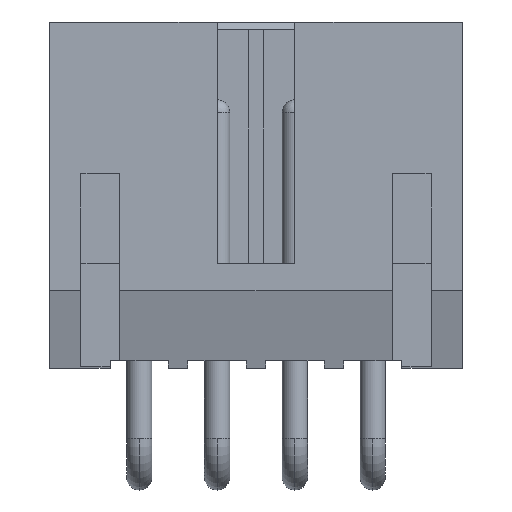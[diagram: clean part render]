
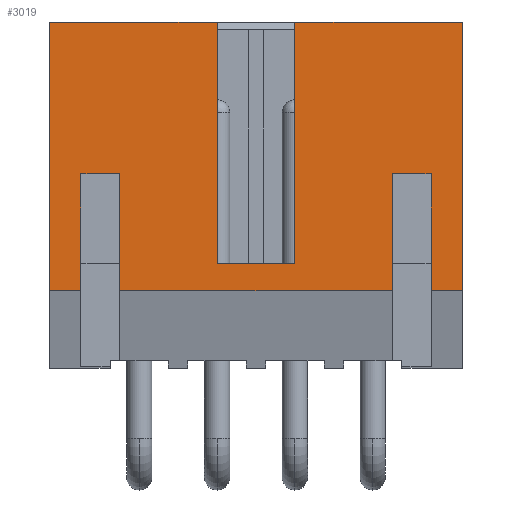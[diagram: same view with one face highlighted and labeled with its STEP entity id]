
A CAD part, front view. The second image highlights one B-rep face of the part: STEP entity #3019.
In plain terms, the highlighted planar face has unit normal (0, -1, 0).
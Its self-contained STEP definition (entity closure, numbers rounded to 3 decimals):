
#56 = VERTEX_POINT ( 'NONE', #2343 ) ;
#72 = DIRECTION ( 'NONE',  ( 1., 0., 0. ) ) ;
#188 = LINE ( 'NONE', #2375, #606 ) ;
#232 = VERTEX_POINT ( 'NONE', #2861 ) ;
#262 = AXIS2_PLACEMENT_3D ( 'NONE', #3143, #4547, #2811 ) ;
#302 = ORIENTED_EDGE ( 'NONE', *, *, #1327, .F. ) ;
#343 = DIRECTION ( 'NONE',  ( 0., 0., -1. ) ) ;
#371 = LINE ( 'NONE', #753, #4528 ) ;
#411 = DIRECTION ( 'NONE',  ( 1., 0., 0. ) ) ;
#418 = CARTESIAN_POINT ( 'NONE',  ( -2.5, -3.05, 5. ) ) ;
#444 = VERTEX_POINT ( 'NONE', #2382 ) ;
#458 = ORIENTED_EDGE ( 'NONE', *, *, #2791, .F. ) ;
#478 = CARTESIAN_POINT ( 'NONE',  ( 11.3, -3.05, 2. ) ) ;
#511 = CARTESIAN_POINT ( 'NONE',  ( -7.3, -3.05, 8.9 ) ) ;
#517 = EDGE_CURVE ( 'NONE', #823, #656, #2759, .T. ) ;
#533 = CARTESIAN_POINT ( 'NONE',  ( 7.3, -3.05, 2. ) ) ;
#562 = CARTESIAN_POINT ( 'NONE',  ( 1., -3.05, 2.7 ) ) ;
#568 = ORIENTED_EDGE ( 'NONE', *, *, #4246, .F. ) ;
#606 = VECTOR ( 'NONE', #3479, 1000. ) ;
#656 = VERTEX_POINT ( 'NONE', #3977 ) ;
#753 = CARTESIAN_POINT ( 'NONE',  ( 6.5, -3.05, 5. ) ) ;
#763 = CARTESIAN_POINT ( 'NONE',  ( 6.5, -3.05, 5. ) ) ;
#823 = VERTEX_POINT ( 'NONE', #2897 ) ;
#886 = VECTOR ( 'NONE', #1135, 1000. ) ;
#962 = CARTESIAN_POINT ( 'NONE',  ( -3.3, -3.05, 2. ) ) ;
#1007 = CARTESIAN_POINT ( 'NONE',  ( 1., -3.05, 2.7 ) ) ;
#1085 = DIRECTION ( 'NONE',  ( 1., 0., 0. ) ) ;
#1135 = DIRECTION ( 'NONE',  ( 0., 0., -1. ) ) ;
#1208 = ORIENTED_EDGE ( 'NONE', *, *, #2401, .F. ) ;
#1234 = VERTEX_POINT ( 'NONE', #2183 ) ;
#1309 = ORIENTED_EDGE ( 'NONE', *, *, #4724, .T. ) ;
#1327 = EDGE_CURVE ( 'NONE', #2141, #444, #3036, .T. ) ;
#1350 = VERTEX_POINT ( 'NONE', #3061 ) ;
#1441 = CARTESIAN_POINT ( 'NONE',  ( 7.3, -3.05, 2. ) ) ;
#1652 = ORIENTED_EDGE ( 'NONE', *, *, #3189, .T. ) ;
#1689 = DIRECTION ( 'NONE',  ( 0., 0., 1. ) ) ;
#1706 = EDGE_CURVE ( 'NONE', #56, #2001, #4422, .T. ) ;
#1728 = CARTESIAN_POINT ( 'NONE',  ( 6.5, -3.05, 2. ) ) ;
#1745 = LINE ( 'NONE', #3650, #2931 ) ;
#1798 = VERTEX_POINT ( 'NONE', #533 ) ;
#1832 = LINE ( 'NONE', #4393, #2699 ) ;
#1876 = VERTEX_POINT ( 'NONE', #2741 ) ;
#1894 = VERTEX_POINT ( 'NONE', #2719 ) ;
#1919 = ORIENTED_EDGE ( 'NONE', *, *, #3495, .T. ) ;
#1931 = ORIENTED_EDGE ( 'NONE', *, *, #2109, .T. ) ;
#1934 = VECTOR ( 'NONE', #411, 1000. ) ;
#1966 = DIRECTION ( 'NONE',  ( 0., 0., 1. ) ) ;
#2001 = VERTEX_POINT ( 'NONE', #2905 ) ;
#2109 = EDGE_CURVE ( 'NONE', #2141, #3064, #1832, .T. ) ;
#2123 = LINE ( 'NONE', #1007, #4233 ) ;
#2129 = VERTEX_POINT ( 'NONE', #763 ) ;
#2141 = VERTEX_POINT ( 'NONE', #4438 ) ;
#2153 = ORIENTED_EDGE ( 'NONE', *, *, #2575, .F. ) ;
#2183 = CARTESIAN_POINT ( 'NONE',  ( -2.5, -3.05, 2. ) ) ;
#2205 = DIRECTION ( 'NONE',  ( -1., 0., 0. ) ) ;
#2276 = CARTESIAN_POINT ( 'NONE',  ( 1., -3.05, -3.323 ) ) ;
#2343 = CARTESIAN_POINT ( 'NONE',  ( 3., -3.05, 8.9 ) ) ;
#2349 = ORIENTED_EDGE ( 'NONE', *, *, #2510, .T. ) ;
#2375 = CARTESIAN_POINT ( 'NONE',  ( 11.3, -3.05, 2. ) ) ;
#2382 = CARTESIAN_POINT ( 'NONE',  ( 1., -3.05, 8.9 ) ) ;
#2401 = EDGE_CURVE ( 'NONE', #656, #1876, #2558, .T. ) ;
#2404 = CARTESIAN_POINT ( 'NONE',  ( -1.5, -3.05, 5. ) ) ;
#2410 = ORIENTED_EDGE ( 'NONE', *, *, #2430, .F. ) ;
#2430 = EDGE_CURVE ( 'NONE', #2129, #1350, #371, .T. ) ;
#2479 = DIRECTION ( 'NONE',  ( 0., 0., -1. ) ) ;
#2510 = EDGE_CURVE ( 'NONE', #4020, #444, #2702, .T. ) ;
#2534 = ORIENTED_EDGE ( 'NONE', *, *, #3413, .F. ) ;
#2558 = LINE ( 'NONE', #418, #3068 ) ;
#2574 = LINE ( 'NONE', #3607, #3646 ) ;
#2575 = EDGE_CURVE ( 'NONE', #232, #56, #4574, .T. ) ;
#2614 = DIRECTION ( 'NONE',  ( 0., 0., -1. ) ) ;
#2678 = VECTOR ( 'NONE', #3901, 1000. ) ;
#2699 = VECTOR ( 'NONE', #2614, 1000. ) ;
#2702 = LINE ( 'NONE', #2276, #4053 ) ;
#2719 = CARTESIAN_POINT ( 'NONE',  ( 5.5, -3.05, 2. ) ) ;
#2737 = LINE ( 'NONE', #4199, #2678 ) ;
#2741 = CARTESIAN_POINT ( 'NONE',  ( -2.5, -3.05, 5. ) ) ;
#2759 = LINE ( 'NONE', #2404, #4317 ) ;
#2778 = EDGE_CURVE ( 'NONE', #1876, #1234, #1745, .T. ) ;
#2791 = EDGE_CURVE ( 'NONE', #2001, #1798, #3216, .T. ) ;
#2811 = DIRECTION ( 'NONE',  ( 0., 0., 1. ) ) ;
#2861 = CARTESIAN_POINT ( 'NONE',  ( 3., -3.05, 2.7 ) ) ;
#2871 = DIRECTION ( 'NONE',  ( -1., 0., 0. ) ) ;
#2897 = CARTESIAN_POINT ( 'NONE',  ( -1.5, -3.05, 2. ) ) ;
#2905 = CARTESIAN_POINT ( 'NONE',  ( 7.3, -3.05, 8.9 ) ) ;
#2931 = VECTOR ( 'NONE', #2479, 1000. ) ;
#3019 = ADVANCED_FACE ( 'NONE', ( #3080 ), #3443, .F. ) ;
#3036 = LINE ( 'NONE', #4505, #3379 ) ;
#3061 = CARTESIAN_POINT ( 'NONE',  ( 5.5, -3.05, 5. ) ) ;
#3064 = VERTEX_POINT ( 'NONE', #962 ) ;
#3068 = VECTOR ( 'NONE', #2871, 1000. ) ;
#3080 = FACE_OUTER_BOUND ( 'NONE', #3421, .T. ) ;
#3139 = ORIENTED_EDGE ( 'NONE', *, *, #1706, .F. ) ;
#3143 = CARTESIAN_POINT ( 'NONE',  ( -3.3, -3.05, 8.9 ) ) ;
#3183 = VECTOR ( 'NONE', #1085, 1000. ) ;
#3189 = EDGE_CURVE ( 'NONE', #232, #4020, #2123, .T. ) ;
#3216 = LINE ( 'NONE', #4011, #886 ) ;
#3245 = LINE ( 'NONE', #1441, #3183 ) ;
#3379 = VECTOR ( 'NONE', #3781, 1000. ) ;
#3413 = EDGE_CURVE ( 'NONE', #3736, #2129, #2737, .T. ) ;
#3421 = EDGE_LOOP ( 'NONE', ( #1919, #568, #2410, #2534, #4366, #458, #3139, #2153, #1652, #2349, #302, #1931, #1309, #3861, #1208, #3451 ) ) ;
#3443 = PLANE ( 'NONE',  #262 ) ;
#3451 = ORIENTED_EDGE ( 'NONE', *, *, #517, .F. ) ;
#3479 = DIRECTION ( 'NONE',  ( 1., 0., 0. ) ) ;
#3495 = EDGE_CURVE ( 'NONE', #823, #1894, #3767, .T. ) ;
#3607 = CARTESIAN_POINT ( 'NONE',  ( 5.5, -3.05, 5. ) ) ;
#3646 = VECTOR ( 'NONE', #343, 1000. ) ;
#3650 = CARTESIAN_POINT ( 'NONE',  ( -2.5, -3.05, 5. ) ) ;
#3736 = VERTEX_POINT ( 'NONE', #1728 ) ;
#3767 = LINE ( 'NONE', #478, #4129 ) ;
#3781 = DIRECTION ( 'NONE',  ( 1., 0., 0. ) ) ;
#3825 = DIRECTION ( 'NONE',  ( 0., 0., 1. ) ) ;
#3861 = ORIENTED_EDGE ( 'NONE', *, *, #2778, .F. ) ;
#3901 = DIRECTION ( 'NONE',  ( 0., 0., 1. ) ) ;
#3902 = VECTOR ( 'NONE', #3825, 1000. ) ;
#3911 = DIRECTION ( 'NONE',  ( -1., 0., 0. ) ) ;
#3977 = CARTESIAN_POINT ( 'NONE',  ( -1.5, -3.05, 5. ) ) ;
#4011 = CARTESIAN_POINT ( 'NONE',  ( 7.3, -3.05, 8.9 ) ) ;
#4020 = VERTEX_POINT ( 'NONE', #562 ) ;
#4053 = VECTOR ( 'NONE', #1966, 1000. ) ;
#4129 = VECTOR ( 'NONE', #72, 1000. ) ;
#4199 = CARTESIAN_POINT ( 'NONE',  ( 6.5, -3.05, 5. ) ) ;
#4233 = VECTOR ( 'NONE', #3911, 1000. ) ;
#4246 = EDGE_CURVE ( 'NONE', #1350, #1894, #2574, .T. ) ;
#4251 = EDGE_CURVE ( 'NONE', #3736, #1798, #3245, .T. ) ;
#4317 = VECTOR ( 'NONE', #1689, 1000. ) ;
#4366 = ORIENTED_EDGE ( 'NONE', *, *, #4251, .T. ) ;
#4393 = CARTESIAN_POINT ( 'NONE',  ( -3.3, -3.05, 8.9 ) ) ;
#4422 = LINE ( 'NONE', #511, #1934 ) ;
#4438 = CARTESIAN_POINT ( 'NONE',  ( -3.3, -3.05, 8.9 ) ) ;
#4505 = CARTESIAN_POINT ( 'NONE',  ( -3.3, -3.05, 8.9 ) ) ;
#4528 = VECTOR ( 'NONE', #2205, 1000. ) ;
#4547 = DIRECTION ( 'NONE',  ( 0., 1., 0. ) ) ;
#4574 = LINE ( 'NONE', #4641, #3902 ) ;
#4641 = CARTESIAN_POINT ( 'NONE',  ( 3., -3.05, -3.323 ) ) ;
#4724 = EDGE_CURVE ( 'NONE', #3064, #1234, #188, .T. ) ;
